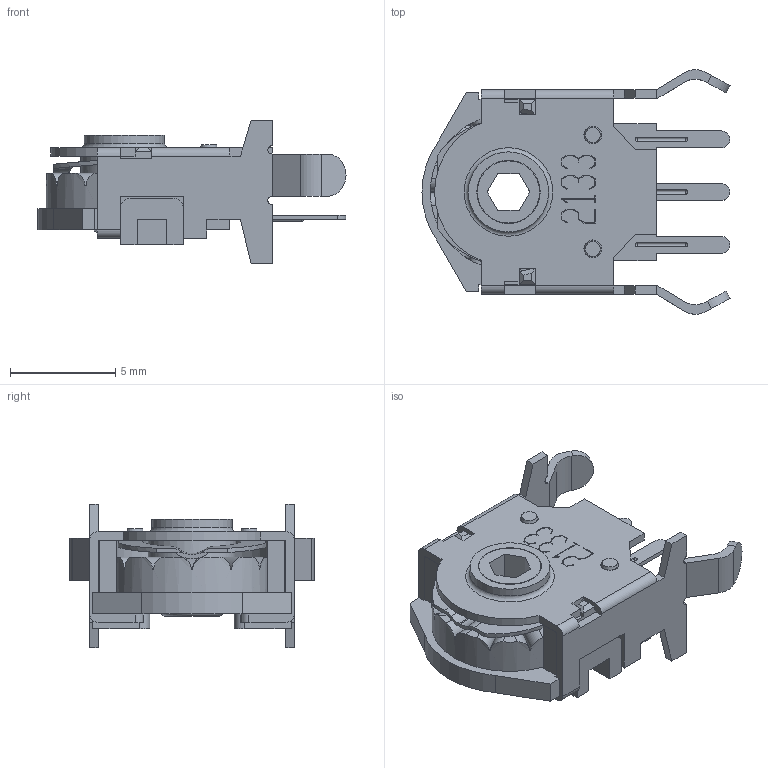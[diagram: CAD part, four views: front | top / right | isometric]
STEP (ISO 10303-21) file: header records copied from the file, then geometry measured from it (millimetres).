
FILE_DESCRIPTION(/* description */ (''),/* implementation_level */ '2;1');
FILE_NAME(/* name */ 'EN10VT1212N1HH3.stp',/* time_stamp */ '2022-03-21T09:35:21-04:00',/* author */ ('avery.harrell'),/* organization */ (''),/* preprocessor_version */ 'ST-DEVELOPER v17.2',/* originating_system */ 'Autodesk Inventor 2019',/* authorisation */ '');
FILE_SCHEMA (('AUTOMOTIVE_DESIGN { 1 0 10303 214 3 1 1 }'));
Length unit declared in the file: millimetre
Products named in the file (6): EN10VT1212N1HH3; EN10VT body; EN10 Rotor 12D HH3; EN10 clickplate; EN10VT 1 bracket; EN10VT 1 Term
Assembly tree (7 placements, depth 2):
  EN10VT1212N1HH3
    EN10VT body
    EN10 Rotor 12D HH3
    EN10 clickplate
    EN10VT 1 bracket
    EN10VT 1 Term  x3
Bounding box: 14.6 x 11.6 x 6.8 mm (x, y, z)
Volume: 284.6 mm3; surface area: 980.6 mm2
Topology: 7 solids, 7 shells, 450 faces, 1283 edges, 835 vertices
Faces by surface type: plane 314, cylinder 114, sphere 12, cone 4, torus 3, bspline 3
Full cylindrical faces by diameter (mm): 0.8 x4, 0.85 x2, 2.95 x2, 3 x2, 3.8 x1, 4.15 x1, 7.4 x1
Entity records: 14476 total; most frequent: CARTESIAN_POINT 3386, ORIENTED_EDGE 2374, DIRECTION 2110, EDGE_CURVE 1187, LINE 868, VECTOR 868, VERTEX_POINT 787, AXIS2_PLACEMENT_3D 621
